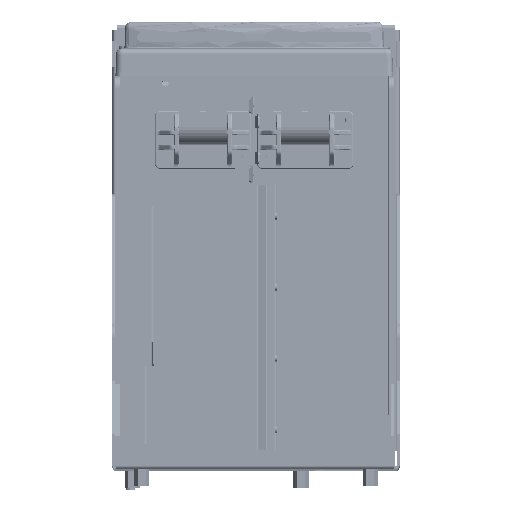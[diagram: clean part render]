
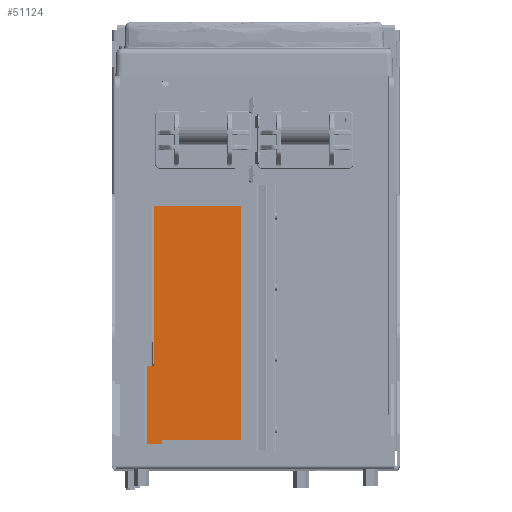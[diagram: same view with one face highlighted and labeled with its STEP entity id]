
A CAD part, top view. The second image highlights one B-rep face of the part: STEP entity #51124.
In plain terms, the highlighted planar face has unit normal (0, 0, 1).
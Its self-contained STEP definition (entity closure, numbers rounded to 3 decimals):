
#14379=PLANE('',#145755);
#28531=LINE('',#206087,#39511);
#28536=LINE('',#206097,#39516);
#28605=LINE('',#206294,#39585);
#28608=LINE('',#206300,#39588);
#28611=LINE('',#206306,#39591);
#28614=LINE('',#206312,#39594);
#28616=LINE('',#206321,#39596);
#28626=LINE('',#206341,#39606);
#28631=LINE('',#206354,#39611);
#28634=LINE('',#206360,#39614);
#28637=LINE('',#206366,#39617);
#28640=LINE('',#206375,#39620);
#28644=LINE('',#206383,#39624);
#28654=LINE('',#206411,#39634);
#28657=LINE('',#206417,#39637);
#28663=LINE('',#206431,#39643);
#28674=LINE('',#206467,#39654);
#28675=LINE('',#206469,#39655);
#39511=VECTOR('',#164292,1.);
#39516=VECTOR('',#164299,1.);
#39585=VECTOR('',#164498,1.);
#39588=VECTOR('',#164503,1.);
#39591=VECTOR('',#164508,1.);
#39594=VECTOR('',#164513,1.);
#39596=VECTOR('',#164521,1.);
#39606=VECTOR('',#164539,1.);
#39611=VECTOR('',#164552,1.);
#39614=VECTOR('',#164557,1.);
#39617=VECTOR('',#164562,1.);
#39620=VECTOR('',#164569,1.);
#39624=VECTOR('',#164577,1.);
#39634=VECTOR('',#164607,1.);
#39637=VECTOR('',#164612,1.);
#39643=VECTOR('',#164624,1.);
#39654=VECTOR('',#164663,1.);
#39655=VECTOR('',#164666,1.);
#51124=ADVANCED_FACE('',(#58807,#58808,#58809),#14379,.T.);
#58807=FACE_BOUND('',#63514,.T.);
#58808=FACE_BOUND('',#63515,.T.);
#58809=FACE_BOUND('',#63516,.T.);
#63514=EDGE_LOOP('',(#80472));
#63515=EDGE_LOOP('',(#80473));
#63516=EDGE_LOOP('',(#80474,#80475,#80476,#80477,#80478,#80479,#80480,#80481,
#80482,#80483,#80484,#80485,#80486,#80487,#80488,#80489,#80490,#80491));
#80472=ORIENTED_EDGE('',*,*,#123395,.T.);
#80473=ORIENTED_EDGE('',*,*,#123894,.T.);
#80474=ORIENTED_EDGE('',*,*,#123893,.T.);
#80475=ORIENTED_EDGE('',*,*,#123874,.T.);
#80476=ORIENTED_EDGE('',*,*,#123704,.T.);
#80477=ORIENTED_EDGE('',*,*,#123709,.F.);
#80478=ORIENTED_EDGE('',*,*,#123805,.T.);
#80479=ORIENTED_EDGE('',*,*,#123808,.T.);
#80480=ORIENTED_EDGE('',*,*,#123811,.T.);
#80481=ORIENTED_EDGE('',*,*,#123814,.T.);
#80482=ORIENTED_EDGE('',*,*,#123828,.T.);
#80483=ORIENTED_EDGE('',*,*,#123818,.T.);
#80484=ORIENTED_EDGE('',*,*,#123835,.T.);
#80485=ORIENTED_EDGE('',*,*,#123838,.T.);
#80486=ORIENTED_EDGE('',*,*,#123841,.T.);
#80487=ORIENTED_EDGE('',*,*,#123845,.T.);
#80488=ORIENTED_EDGE('',*,*,#123850,.T.);
#80489=ORIENTED_EDGE('',*,*,#123864,.T.);
#80490=ORIENTED_EDGE('',*,*,#123867,.T.);
#80491=ORIENTED_EDGE('',*,*,#123892,.T.);
#109650=VERTEX_POINT('',#205420);
#109872=VERTEX_POINT('',#206086);
#109873=VERTEX_POINT('',#206088);
#109876=VERTEX_POINT('',#206096);
#109939=VERTEX_POINT('',#206293);
#109941=VERTEX_POINT('',#206299);
#109943=VERTEX_POINT('',#206305);
#109945=VERTEX_POINT('',#206311);
#109946=VERTEX_POINT('',#206315);
#109949=VERTEX_POINT('',#206320);
#109959=VERTEX_POINT('',#206353);
#109961=VERTEX_POINT('',#206359);
#109963=VERTEX_POINT('',#206365);
#109967=VERTEX_POINT('',#206374);
#109969=VERTEX_POINT('',#206382);
#109977=VERTEX_POINT('',#206410);
#109979=VERTEX_POINT('',#206416);
#109985=VERTEX_POINT('',#206432);
#109995=VERTEX_POINT('',#206466);
#109996=VERTEX_POINT('',#206472);
#123395=EDGE_CURVE('',#109650,#109650,#138403,.T.);
#123704=EDGE_CURVE('',#109873,#109872,#28531,.T.);
#123709=EDGE_CURVE('',#109876,#109872,#28536,.T.);
#123805=EDGE_CURVE('',#109876,#109939,#28605,.T.);
#123808=EDGE_CURVE('',#109939,#109941,#28608,.T.);
#123811=EDGE_CURVE('',#109941,#109943,#28611,.T.);
#123814=EDGE_CURVE('',#109943,#109945,#28614,.T.);
#123818=EDGE_CURVE('',#109946,#109949,#28616,.T.);
#123828=EDGE_CURVE('',#109945,#109946,#28626,.T.);
#123835=EDGE_CURVE('',#109949,#109959,#28631,.T.);
#123838=EDGE_CURVE('',#109959,#109961,#28634,.T.);
#123841=EDGE_CURVE('',#109961,#109963,#28637,.T.);
#123845=EDGE_CURVE('',#109963,#109967,#28640,.T.);
#123850=EDGE_CURVE('',#109967,#109969,#28644,.T.);
#123864=EDGE_CURVE('',#109969,#109977,#28654,.T.);
#123867=EDGE_CURVE('',#109977,#109979,#28657,.T.);
#123874=EDGE_CURVE('',#109985,#109873,#28663,.T.);
#123892=EDGE_CURVE('',#109979,#109995,#28674,.T.);
#123893=EDGE_CURVE('',#109995,#109985,#28675,.T.);
#123894=EDGE_CURVE('',#109996,#109996,#138545,.T.);
#138403=CIRCLE('',#145431,3.3);
#138545=CIRCLE('',#145754,3.3);
#145431=AXIS2_PLACEMENT_3D('',#205419,#163668,#163669);
#145754=AXIS2_PLACEMENT_3D('',#206471,#164669,#164670);
#145755=AXIS2_PLACEMENT_3D('',#206473,#164671,#164672);
#163668=DIRECTION('',(0.,0.,-1.));
#163669=DIRECTION('',(-1.,0.,0.));
#164292=DIRECTION('',(-1.,0.,0.));
#164299=DIRECTION('',(0.,1.,0.));
#164498=DIRECTION('',(1.,0.,0.));
#164503=DIRECTION('',(0.,1.,0.));
#164508=DIRECTION('',(1.,0.,0.));
#164513=DIRECTION('',(0.,-1.,0.));
#164521=DIRECTION('',(0.,1.,0.));
#164539=DIRECTION('',(1.,0.,0.));
#164552=DIRECTION('',(-1.,0.,0.));
#164557=DIRECTION('',(0.,-1.,0.));
#164562=DIRECTION('',(-1.,0.,0.));
#164569=DIRECTION('',(0.,1.,0.));
#164577=DIRECTION('',(-1.,0.,0.));
#164607=DIRECTION('',(0.,-1.,0.));
#164612=DIRECTION('',(-1.,0.,0.));
#164624=DIRECTION('',(0.,-1.,0.));
#164663=DIRECTION('',(0.,1.,0.));
#164666=DIRECTION('',(-1.,0.,0.));
#164669=DIRECTION('',(0.,0.,-1.));
#164670=DIRECTION('',(-1.,0.,0.));
#164671=DIRECTION('',(0.,0.,1.));
#164672=DIRECTION('',(1.,0.,0.));
#205419=CARTESIAN_POINT('',(-10.7,308.2,-931.));
#205420=CARTESIAN_POINT('',(-14.,308.2,-931.));
#206086=CARTESIAN_POINT('',(-89.,320.5,-931.));
#206087=CARTESIAN_POINT('',(-85.1,320.5,-931.));
#206088=CARTESIAN_POINT('',(-85.1,320.5,-931.));
#206096=CARTESIAN_POINT('',(-89.,2.5,-931.));
#206097=CARTESIAN_POINT('',(-89.,2.5,-931.));
#206293=CARTESIAN_POINT('',(-76.5,2.5,-931.));
#206294=CARTESIAN_POINT('',(-89.,2.5,-931.));
#206299=CARTESIAN_POINT('',(-76.5,23.5,-931.));
#206300=CARTESIAN_POINT('',(-76.5,2.5,-931.));
#206305=CARTESIAN_POINT('',(5.5,23.5,-931.));
#206306=CARTESIAN_POINT('',(-76.5,23.5,-931.));
#206311=CARTESIAN_POINT('',(5.5,2.5,-931.));
#206312=CARTESIAN_POINT('',(5.5,23.5,-931.));
#206315=CARTESIAN_POINT('',(17.4,2.5,-931.));
#206320=CARTESIAN_POINT('',(17.4,323.5,-931.));
#206321=CARTESIAN_POINT('',(17.4,2.,-931.));
#206341=CARTESIAN_POINT('',(5.5,2.5,-931.));
#206353=CARTESIAN_POINT('',(-0.2,323.5,-931.));
#206354=CARTESIAN_POINT('',(17.4,323.5,-931.));
#206359=CARTESIAN_POINT('',(-0.2,320.5,-931.));
#206360=CARTESIAN_POINT('',(-0.2,323.5,-931.));
#206365=CARTESIAN_POINT('',(-3.2,320.5,-931.));
#206366=CARTESIAN_POINT('',(-0.2,320.5,-931.));
#206374=CARTESIAN_POINT('',(-3.2,320.9,-931.));
#206375=CARTESIAN_POINT('',(-3.2,320.5,-931.));
#206382=CARTESIAN_POINT('',(-15.15,320.9,-931.));
#206383=CARTESIAN_POINT('',(-3.2,320.9,-931.));
#206410=CARTESIAN_POINT('',(-15.15,320.5,-931.));
#206411=CARTESIAN_POINT('',(-15.15,320.9,-931.));
#206416=CARTESIAN_POINT('',(-71.15,320.5,-931.));
#206417=CARTESIAN_POINT('',(-15.15,320.5,-931.));
#206431=CARTESIAN_POINT('',(-85.1,320.9,-931.));
#206432=CARTESIAN_POINT('',(-85.1,320.9,-931.));
#206466=CARTESIAN_POINT('',(-71.15,320.9,-931.));
#206467=CARTESIAN_POINT('',(-71.15,320.5,-931.));
#206469=CARTESIAN_POINT('',(-71.15,320.9,-931.));
#206471=CARTESIAN_POINT('',(-77.6,308.2,-931.));
#206472=CARTESIAN_POINT('',(-80.9,308.2,-931.));
#206473=CARTESIAN_POINT('',(-89.,2.,-931.));
